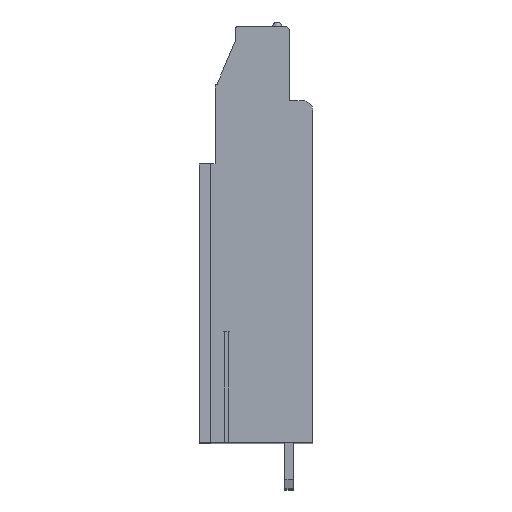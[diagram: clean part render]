
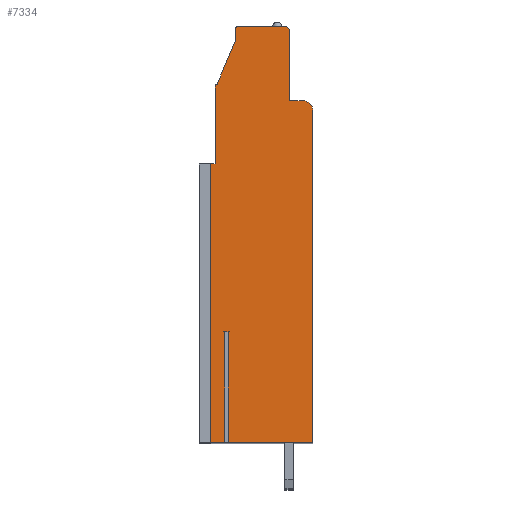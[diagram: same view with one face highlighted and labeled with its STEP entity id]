
A CAD part, top view. The second image highlights one B-rep face of the part: STEP entity #7334.
In plain terms, the highlighted planar face has unit normal (0, 0, 1).
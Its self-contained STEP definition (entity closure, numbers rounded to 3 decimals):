
#13=DIRECTION('',(0.,1.,0.));
#14=VECTOR('',#13,30.);
#15=CARTESIAN_POINT('',(-5.16,-17.199,68.58));
#16=LINE('',#15,#14);
#17=DIRECTION('',(-1.,0.,0.));
#18=VECTOR('',#17,0.5);
#19=CARTESIAN_POINT('',(-4.66,12.801,68.58));
#20=LINE('',#19,#18);
#21=DIRECTION('',(0.,-1.,0.));
#22=VECTOR('',#21,8.4);
#23=CARTESIAN_POINT('',(-4.66,21.201,68.58));
#24=LINE('',#23,#22);
#25=CARTESIAN_POINT('',(-4.46,21.201,68.58));
#26=DIRECTION('',(0.,0.,1.));
#27=DIRECTION('',(0.,1.,0.));
#28=AXIS2_PLACEMENT_3D('',#25,#26,#27);
#30=DIRECTION('',(-0.392,-0.92,0.));
#31=VECTOR('',#30,5.108);
#32=CARTESIAN_POINT('',(-2.46,26.101,68.58));
#33=LINE('',#32,#31);
#34=DIRECTION('',(0.,-1.,0.));
#35=VECTOR('',#34,1.2);
#36=CARTESIAN_POINT('',(-2.46,27.301,68.58));
#37=LINE('',#36,#35);
#38=CARTESIAN_POINT('',(-2.16,27.301,68.58));
#39=DIRECTION('',(0.,0.,1.));
#40=DIRECTION('',(0.,1.,0.));
#41=AXIS2_PLACEMENT_3D('',#38,#39,#40);
#43=DIRECTION('',(-1.,0.,0.));
#44=VECTOR('',#43,5.);
#45=CARTESIAN_POINT('',(2.84,27.601,68.58));
#46=LINE('',#45,#44);
#47=CARTESIAN_POINT('',(2.84,27.101,68.58));
#48=DIRECTION('',(0.,0.,1.));
#49=DIRECTION('',(1.,0.,0.));
#50=AXIS2_PLACEMENT_3D('',#47,#48,#49);
#52=DIRECTION('',(0.,1.,0.));
#53=VECTOR('',#52,7.5);
#54=CARTESIAN_POINT('',(3.34,19.601,68.58));
#55=LINE('',#54,#53);
#56=DIRECTION('',(-1.,0.,0.));
#57=VECTOR('',#56,1.5);
#58=CARTESIAN_POINT('',(4.84,19.601,68.58));
#59=LINE('',#58,#57);
#60=CARTESIAN_POINT('',(4.84,18.601,68.58));
#61=DIRECTION('',(0.,0.,1.));
#62=DIRECTION('',(1.,0.,0.));
#63=AXIS2_PLACEMENT_3D('',#60,#61,#62);
#65=DIRECTION('',(0.,1.,0.));
#66=VECTOR('',#65,35.8);
#67=CARTESIAN_POINT('',(5.84,-17.199,68.58));
#68=LINE('',#67,#66);
#69=DIRECTION('',(1.,0.,0.));
#70=VECTOR('',#69,9.11);
#71=CARTESIAN_POINT('',(-3.27,-17.199,68.58));
#72=LINE('',#71,#70);
#73=DIRECTION('',(0.,1.,0.));
#74=VECTOR('',#73,11.95);
#75=CARTESIAN_POINT('',(-3.27,-17.199,68.58));
#76=LINE('',#75,#74);
#77=DIRECTION('',(-1.,0.,0.));
#78=VECTOR('',#77,0.38);
#79=CARTESIAN_POINT('',(-3.27,-5.249,68.58));
#80=LINE('',#79,#78);
#81=DIRECTION('',(0.,1.,0.));
#82=VECTOR('',#81,11.95);
#83=CARTESIAN_POINT('',(-3.65,-17.199,68.58));
#84=LINE('',#83,#82);
#85=DIRECTION('',(1.,0.,0.));
#86=VECTOR('',#85,1.51);
#87=CARTESIAN_POINT('',(-5.16,-17.199,68.58));
#88=LINE('',#87,#86);
#5621=CARTESIAN_POINT('',(5.84,-17.199,68.58));
#5622=CARTESIAN_POINT('',(5.84,18.601,68.58));
#5623=VERTEX_POINT('',#5621);
#5624=VERTEX_POINT('',#5622);
#5625=CARTESIAN_POINT('',(4.84,19.601,68.58));
#5626=VERTEX_POINT('',#5625);
#5627=CARTESIAN_POINT('',(3.34,19.601,68.58));
#5628=VERTEX_POINT('',#5627);
#5629=CARTESIAN_POINT('',(3.34,27.101,68.58));
#5630=VERTEX_POINT('',#5629);
#5631=CARTESIAN_POINT('',(2.84,27.601,68.58));
#5632=VERTEX_POINT('',#5631);
#5633=CARTESIAN_POINT('',(-2.16,27.601,68.58));
#5634=VERTEX_POINT('',#5633);
#5635=CARTESIAN_POINT('',(-2.46,27.301,68.58));
#5636=VERTEX_POINT('',#5635);
#5637=CARTESIAN_POINT('',(-2.46,26.101,68.58));
#5638=VERTEX_POINT('',#5637);
#5639=CARTESIAN_POINT('',(-4.46,21.401,68.58));
#5640=VERTEX_POINT('',#5639);
#5641=CARTESIAN_POINT('',(-4.66,21.201,68.58));
#5642=VERTEX_POINT('',#5641);
#5643=CARTESIAN_POINT('',(-4.66,12.801,68.58));
#5644=VERTEX_POINT('',#5643);
#5757=CARTESIAN_POINT('',(-3.27,-5.249,68.58));
#5758=CARTESIAN_POINT('',(-3.65,-5.249,68.58));
#5759=VERTEX_POINT('',#5757);
#5760=VERTEX_POINT('',#5758);
#5761=CARTESIAN_POINT('',(-3.27,-17.199,68.58));
#5762=VERTEX_POINT('',#5761);
#5763=CARTESIAN_POINT('',(-3.65,-17.199,68.58));
#5764=VERTEX_POINT('',#5763);
#5773=CARTESIAN_POINT('',(-5.16,-17.199,68.58));
#5774=CARTESIAN_POINT('',(-5.16,12.801,68.58));
#5775=VERTEX_POINT('',#5773);
#5776=VERTEX_POINT('',#5774);
#7291=CARTESIAN_POINT('',(0.,0.,68.58));
#7292=DIRECTION('',(0.,0.,1.));
#7293=DIRECTION('',(1.,0.,0.));
#7294=AXIS2_PLACEMENT_3D('',#7291,#7292,#7293);
#7295=PLANE('',#7294);
#7297=ORIENTED_EDGE('',*,*,#7296,.T.);
#7299=ORIENTED_EDGE('',*,*,#7298,.F.);
#7301=ORIENTED_EDGE('',*,*,#7300,.F.);
#7303=ORIENTED_EDGE('',*,*,#7302,.F.);
#7305=ORIENTED_EDGE('',*,*,#7304,.F.);
#7307=ORIENTED_EDGE('',*,*,#7306,.F.);
#7309=ORIENTED_EDGE('',*,*,#7308,.F.);
#7311=ORIENTED_EDGE('',*,*,#7310,.F.);
#7313=ORIENTED_EDGE('',*,*,#7312,.F.);
#7315=ORIENTED_EDGE('',*,*,#7314,.F.);
#7317=ORIENTED_EDGE('',*,*,#7316,.F.);
#7319=ORIENTED_EDGE('',*,*,#7318,.F.);
#7321=ORIENTED_EDGE('',*,*,#7320,.F.);
#7323=ORIENTED_EDGE('',*,*,#7322,.F.);
#7325=ORIENTED_EDGE('',*,*,#7324,.T.);
#7327=ORIENTED_EDGE('',*,*,#7326,.T.);
#7329=ORIENTED_EDGE('',*,*,#7328,.F.);
#7331=ORIENTED_EDGE('',*,*,#7330,.F.);
#7332=EDGE_LOOP('',(#7297,#7299,#7301,#7303,#7305,#7307,#7309,#7311,#7313,#7315,
#7317,#7319,#7321,#7323,#7325,#7327,#7329,#7331));
#7333=FACE_OUTER_BOUND('',#7332,.F.);
#29=CIRCLE('',#28,0.2);
#42=CIRCLE('',#41,0.3);
#51=CIRCLE('',#50,0.5);
#64=CIRCLE('',#63,1.);
#7296=EDGE_CURVE('',#5775,#5776,#16,.T.);
#7298=EDGE_CURVE('',#5644,#5776,#20,.T.);
#7300=EDGE_CURVE('',#5642,#5644,#24,.T.);
#7302=EDGE_CURVE('',#5640,#5642,#29,.T.);
#7304=EDGE_CURVE('',#5638,#5640,#33,.T.);
#7306=EDGE_CURVE('',#5636,#5638,#37,.T.);
#7308=EDGE_CURVE('',#5634,#5636,#42,.T.);
#7310=EDGE_CURVE('',#5632,#5634,#46,.T.);
#7312=EDGE_CURVE('',#5630,#5632,#51,.T.);
#7314=EDGE_CURVE('',#5628,#5630,#55,.T.);
#7316=EDGE_CURVE('',#5626,#5628,#59,.T.);
#7318=EDGE_CURVE('',#5624,#5626,#64,.T.);
#7320=EDGE_CURVE('',#5623,#5624,#68,.T.);
#7322=EDGE_CURVE('',#5762,#5623,#72,.T.);
#7324=EDGE_CURVE('',#5762,#5759,#76,.T.);
#7326=EDGE_CURVE('',#5759,#5760,#80,.T.);
#7328=EDGE_CURVE('',#5764,#5760,#84,.T.);
#7330=EDGE_CURVE('',#5775,#5764,#88,.T.);
#7334=ADVANCED_FACE('',(#7333),#7295,.T.);
